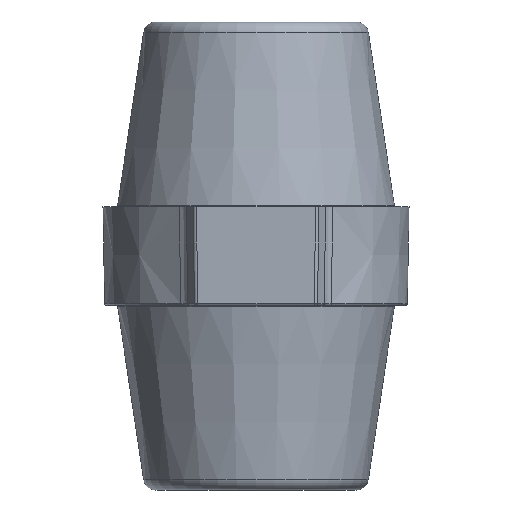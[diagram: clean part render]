
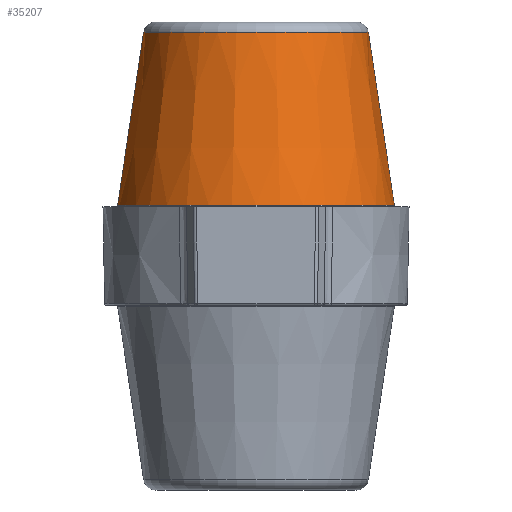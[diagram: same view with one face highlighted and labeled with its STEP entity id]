
A CAD part, front view. The second image highlights one B-rep face of the part: STEP entity #35207.
In plain terms, the highlighted conical face has half-angle 8.531 degrees and reference radius 20.359 mm.
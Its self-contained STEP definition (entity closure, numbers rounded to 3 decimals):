
#1511 = DIRECTION ( 'NONE',  ( -1., 0., 0. ) ) ;
#1578 = CARTESIAN_POINT ( 'NONE',  ( -18.255, 0., 44.297 ) ) ;
#2942 = CARTESIAN_POINT ( 'NONE',  ( 22.462, 0., 16.255 ) ) ;
#3873 = FACE_OUTER_BOUND ( 'NONE', #9131, .T. ) ;
#5887 = DIRECTION ( 'NONE',  ( 0., 0., -1. ) ) ;
#7699 = VERTEX_POINT ( 'NONE', #2942 ) ;
#9131 = EDGE_LOOP ( 'NONE', ( #40352, #23492, #46789, #42181 ) ) ;
#10935 = VERTEX_POINT ( 'NONE', #49167 ) ;
#11455 = CARTESIAN_POINT ( 'NONE',  ( 22.462, 0., 16.255 ) ) ;
#12142 = CARTESIAN_POINT ( 'NONE',  ( 0., 0., 44.297 ) ) ;
#14083 = AXIS2_PLACEMENT_3D ( 'NONE', #12142, #36820, #1511 ) ;
#15781 = LINE ( 'NONE', #11455, #48767 ) ;
#16553 = DIRECTION ( 'NONE',  ( 1., 0., 0. ) ) ;
#18270 = CARTESIAN_POINT ( 'NONE',  ( -22.462, 0., 16.255 ) ) ;
#19070 = CONICAL_SURFACE ( 'NONE', #24421, 20.359, 0.149 ) ;
#21891 = CARTESIAN_POINT ( 'NONE',  ( 0., 0., 16.255 ) ) ;
#23492 = ORIENTED_EDGE ( 'NONE', *, *, #60092, .F. ) ;
#23603 = CIRCLE ( 'NONE', #58705, 22.462 ) ;
#24421 = AXIS2_PLACEMENT_3D ( 'NONE', #29218, #59859, #54853 ) ;
#24486 = VERTEX_POINT ( 'NONE', #18270 ) ;
#29218 = CARTESIAN_POINT ( 'NONE',  ( 0., 0., 30.276 ) ) ;
#31068 = LINE ( 'NONE', #37341, #65653 ) ;
#32768 = VERTEX_POINT ( 'NONE', #1578 ) ;
#35207 = ADVANCED_FACE ( 'NONE', ( #3873 ), #19070, .T. ) ;
#36820 = DIRECTION ( 'NONE',  ( 0., 0., 1. ) ) ;
#37341 = CARTESIAN_POINT ( 'NONE',  ( -22.462, 0., 16.255 ) ) ;
#40352 = ORIENTED_EDGE ( 'NONE', *, *, #52733, .T. ) ;
#42181 = ORIENTED_EDGE ( 'NONE', *, *, #57592, .F. ) ;
#42688 = DIRECTION ( 'NONE',  ( 0.148, 0., 0.989 ) ) ;
#42844 = CIRCLE ( 'NONE', #14083, 18.255 ) ;
#46789 = ORIENTED_EDGE ( 'NONE', *, *, #65833, .F. ) ;
#48767 = VECTOR ( 'NONE', #62444, 1000. ) ;
#49167 = CARTESIAN_POINT ( 'NONE',  ( 18.255, 0., 44.297 ) ) ;
#52733 = EDGE_CURVE ( 'NONE', #7699, #10935, #15781, .T. ) ;
#54853 = DIRECTION ( 'NONE',  ( 1., 0., 0. ) ) ;
#57592 = EDGE_CURVE ( 'NONE', #7699, #24486, #23603, .T. ) ;
#58705 = AXIS2_PLACEMENT_3D ( 'NONE', #21891, #5887, #16553 ) ;
#59859 = DIRECTION ( 'NONE',  ( 0., 0., -1. ) ) ;
#60092 = EDGE_CURVE ( 'NONE', #32768, #10935, #42844, .T. ) ;
#62444 = DIRECTION ( 'NONE',  ( -0.148, 0., 0.989 ) ) ;
#65653 = VECTOR ( 'NONE', #42688, 1000. ) ;
#65833 = EDGE_CURVE ( 'NONE', #24486, #32768, #31068, .T. ) ;
